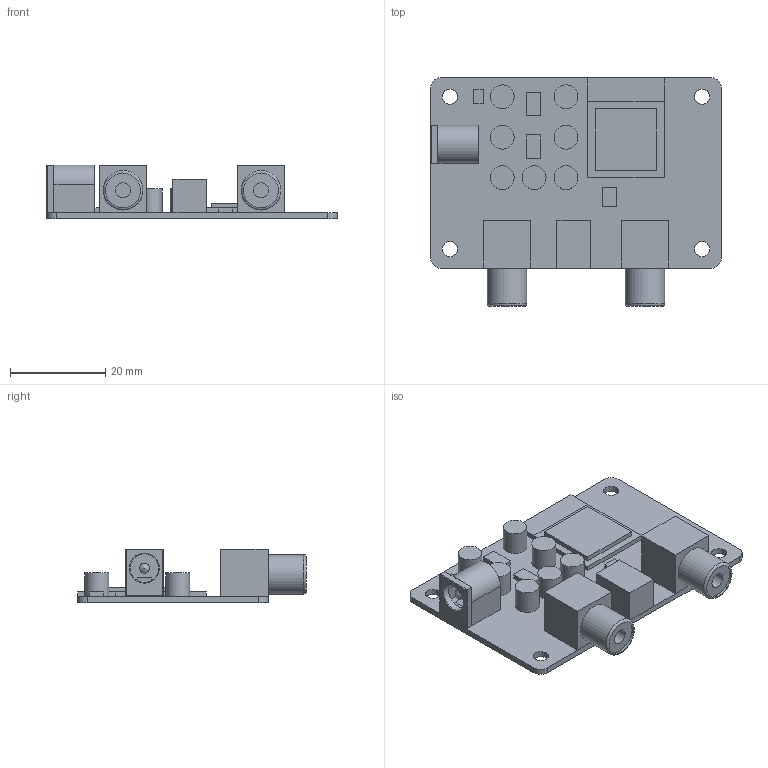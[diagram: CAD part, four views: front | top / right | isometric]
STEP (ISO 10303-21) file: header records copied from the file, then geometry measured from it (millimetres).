
FILE_DESCRIPTION(('FreeCAD Model'),'2;1');
FILE_NAME('Wondom_BT_AA-AB41151.step','2021-01-14T23:46:31',('Author'),(''), 'Open CASCADE STEP processor 6.8','FreeCAD','Unknown');
FILE_SCHEMA(('AUTOMOTIVE_DESIGN_CC2 { 1 2 10303 214 -1 1 5 4 }'));
Length unit declared in the file: millimetre
Products named in the file (1): Fusion002
Bounding box: 61 x 48 x 11.3 mm (x, y, z)
Volume: 8044.8 mm3; surface area: 8072.7 mm2
Topology: 1 solids, 1 shells, 118 faces, 265 edges, 168 vertices
Faces by surface type: plane 83, cylinder 31, revolution 2, torus 1, cone 1
Full cylindrical faces by diameter (mm): 2.1 x1, 3.2 x6, 5 x7, 6 x1, 7.3 x2, 8.3 x2
Entity records: 7808 total; most frequent: CARTESIAN_POINT 1497, DIRECTION 1041, LINE 662, VECTOR 662, ORIENTED_EDGE 528, PCURVE 528, DEFINITIONAL_REPRESENTATION 528, EDGE_CURVE 264
